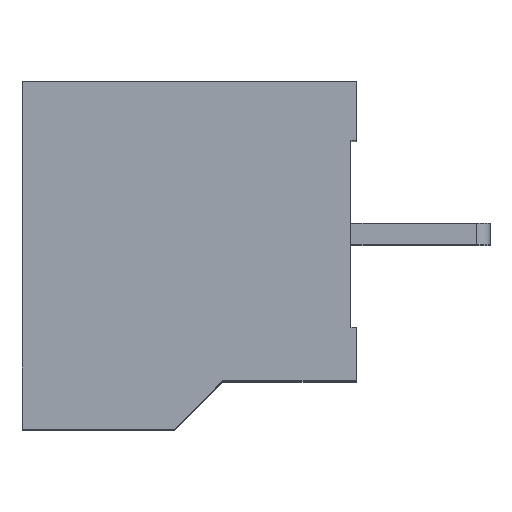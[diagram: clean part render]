
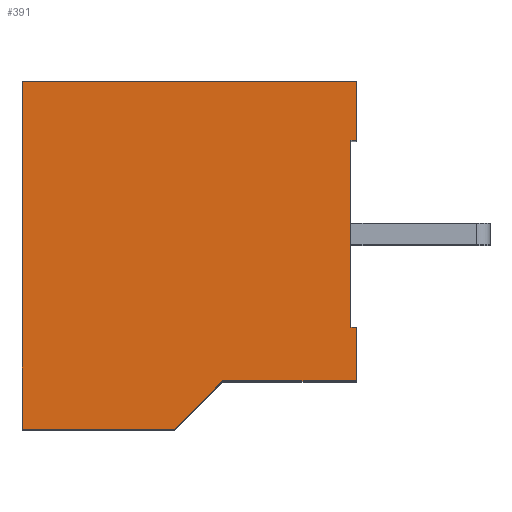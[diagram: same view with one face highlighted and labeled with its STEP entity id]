
A CAD part, top view. The second image highlights one B-rep face of the part: STEP entity #391.
In plain terms, the highlighted planar face has unit normal (0, 0, 1).
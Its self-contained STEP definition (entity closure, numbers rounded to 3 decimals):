
#391 = ADVANCED_FACE( '', ( #983 ), #984, .T. );
#983 = FACE_OUTER_BOUND( '', #1797, .T. );
#984 = PLANE( '', #1798 );
#1797 = EDGE_LOOP( '', ( #2758, #2759, #2760, #2761, #2762, #2763, #2764, #2765, #2766, #2767 ) );
#1798 = AXIS2_PLACEMENT_3D( '', #2768, #2769, #2770 );
#2758 = ORIENTED_EDGE( '', *, *, #5079, .F. );
#2759 = ORIENTED_EDGE( '', *, *, #5080, .F. );
#2760 = ORIENTED_EDGE( '', *, *, #5081, .T. );
#2761 = ORIENTED_EDGE( '', *, *, #5082, .F. );
#2762 = ORIENTED_EDGE( '', *, *, #5083, .F. );
#2763 = ORIENTED_EDGE( '', *, *, #5084, .T. );
#2764 = ORIENTED_EDGE( '', *, *, #4991, .F. );
#2765 = ORIENTED_EDGE( '', *, *, #5043, .F. );
#2766 = ORIENTED_EDGE( '', *, *, #5085, .T. );
#2767 = ORIENTED_EDGE( '', *, *, #5086, .F. );
#2768 = CARTESIAN_POINT( '', ( 12.003, -10.629, 0. ) );
#2769 = DIRECTION( '', ( 0., 0., 1. ) );
#2770 = DIRECTION( '', ( 1., 0., 0. ) );
#4991 = EDGE_CURVE( '', #5993, #5995, #5996, .T. );
#5043 = EDGE_CURVE( '', #6085, #5993, #6087, .T. );
#5079 = EDGE_CURVE( '', #6147, #6148, #6149, .T. );
#5080 = EDGE_CURVE( '', #6150, #6147, #6151, .T. );
#5081 = EDGE_CURVE( '', #6150, #6152, #6153, .T. );
#5082 = EDGE_CURVE( '', #6154, #6152, #6155, .T. );
#5083 = EDGE_CURVE( '', #6156, #6154, #6157, .T. );
#5084 = EDGE_CURVE( '', #6156, #5995, #6158, .T. );
#5085 = EDGE_CURVE( '', #6085, #6159, #6160, .T. );
#5086 = EDGE_CURVE( '', #6148, #6159, #6161, .T. );
#5993 = VERTEX_POINT( '', #7441 );
#5995 = VERTEX_POINT( '', #7444 );
#5996 = LINE( '', #7445, #7446 );
#6085 = VERTEX_POINT( '', #7575 );
#6087 = LINE( '', #7578, #7579 );
#6147 = VERTEX_POINT( '', #7665 );
#6148 = VERTEX_POINT( '', #7666 );
#6149 = LINE( '', #7667, #7668 );
#6150 = VERTEX_POINT( '', #7669 );
#6151 = LINE( '', #7670, #7671 );
#6152 = VERTEX_POINT( '', #7672 );
#6153 = LINE( '', #7673, #7674 );
#6154 = VERTEX_POINT( '', #7675 );
#6155 = LINE( '', #7676, #7677 );
#6156 = VERTEX_POINT( '', #7678 );
#6157 = LINE( '', #7679, #7680 );
#6158 = LINE( '', #7681, #7682 );
#6159 = VERTEX_POINT( '', #7683 );
#6160 = LINE( '', #7684, #7685 );
#6161 = LINE( '', #7686, #7687 );
#7441 = CARTESIAN_POINT( '', ( 12.5, -2.2, 0. ) );
#7444 = CARTESIAN_POINT( '', ( 12.3, -2.2, 0. ) );
#7445 = CARTESIAN_POINT( '', ( 12.5, -2.2, 0. ) );
#7446 = VECTOR( '', #9349, 1000. );
#7575 = CARTESIAN_POINT( '', ( 12.5, 0., 0. ) );
#7578 = CARTESIAN_POINT( '', ( 12.5, 0., 0. ) );
#7579 = VECTOR( '', #9391, 1000. );
#7665 = CARTESIAN_POINT( '', ( 5.7, -13., 0. ) );
#7666 = CARTESIAN_POINT( '', ( 0., -13., 0. ) );
#7667 = CARTESIAN_POINT( '', ( 10.298, -13., 0. ) );
#7668 = VECTOR( '', #9421, 1000. );
#7669 = CARTESIAN_POINT( '', ( 7.5, -11.2, 0. ) );
#7670 = CARTESIAN_POINT( '', ( 7.5, -11.2, 0. ) );
#7671 = VECTOR( '', #9422, 1000. );
#7672 = CARTESIAN_POINT( '', ( 12.5, -11.2, 0. ) );
#7673 = CARTESIAN_POINT( '', ( 10.298, -11.2, 0. ) );
#7674 = VECTOR( '', #9423, 1000. );
#7675 = CARTESIAN_POINT( '', ( 12.5, -9.2, 0. ) );
#7676 = CARTESIAN_POINT( '', ( 12.5, -9.2, 0. ) );
#7677 = VECTOR( '', #9424, 1000. );
#7678 = CARTESIAN_POINT( '', ( 12.3, -9.2, 0. ) );
#7679 = CARTESIAN_POINT( '', ( 12.182, -9.2, 0. ) );
#7680 = VECTOR( '', #9425, 1000. );
#7681 = CARTESIAN_POINT( '', ( 12.3, -12.3, 0. ) );
#7682 = VECTOR( '', #9426, 1000. );
#7683 = CARTESIAN_POINT( '', ( 0., 0., 0. ) );
#7684 = CARTESIAN_POINT( '', ( 12.2, 0., 0. ) );
#7685 = VECTOR( '', #9427, 1000. );
#7686 = CARTESIAN_POINT( '', ( 0., -12.05, 0. ) );
#7687 = VECTOR( '', #9428, 1000. );
#9349 = DIRECTION( '', ( -1., 0., 0. ) );
#9391 = DIRECTION( '', ( 0., -1., 0. ) );
#9421 = DIRECTION( '', ( -1., 0., 0. ) );
#9422 = DIRECTION( '', ( -0.707, -0.707, 0. ) );
#9423 = DIRECTION( '', ( 1., 0., 0. ) );
#9424 = DIRECTION( '', ( 0., -1., 0. ) );
#9425 = DIRECTION( '', ( 1., 0., 0. ) );
#9426 = DIRECTION( '', ( 0., 1., 0. ) );
#9427 = DIRECTION( '', ( -1., 0., 0. ) );
#9428 = DIRECTION( '', ( 0., 1., 0. ) );
